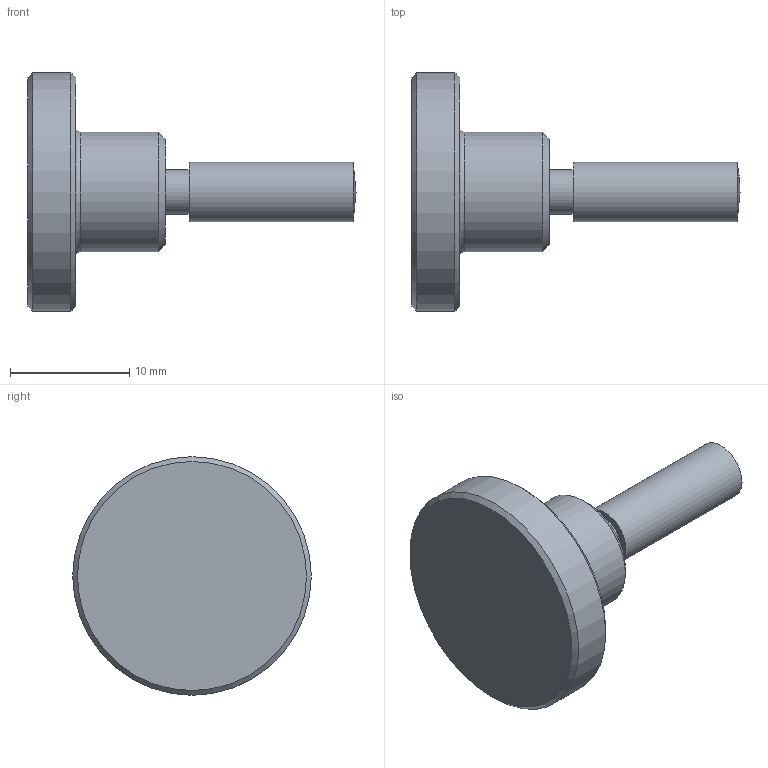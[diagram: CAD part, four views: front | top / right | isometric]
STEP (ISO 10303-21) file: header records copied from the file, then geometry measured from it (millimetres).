
FILE_DESCRIPTION( ( 'STEP AP214' ), '1' );
FILE_NAME( 'K0140.052X16.stp', '2020-11-25T12:29:14', ( '' ), ( '' ), ' ', 'PARTsolutions', ' ' );
FILE_SCHEMA( ( 'AUTOMOTIVE_DESIGN { 1 0 10303 214 1 1 1 1 }' ) );
Length unit declared in the file: millimetre
Products named in the file (1): _K0140.052X16
Bounding box: 27.5 x 20 x 20 mm (x, y, z)
Volume: 2125.9 mm3; surface area: 1326.3 mm2
Topology: 1 solids, 1 shells, 13 faces, 23 edges, 14 vertices
Faces by surface type: cylinder 4, plane 4, cone 3, torus 1, sphere 1
Full cylindrical faces by diameter (mm): 3.7 x1, 5 x1, 10 x1, 20 x1
Entity records: 378 total; most frequent: DIRECTION 52, CARTESIAN_POINT 39, AXIS2_PLACEMENT_3D 26, EDGE_LOOP 24, ORIENTED_EDGE 24, FACE_OUTER_BOUND 18, STYLED_ITEM 13, PRESENTATION_STYLE_ASSIGNMENT 13
